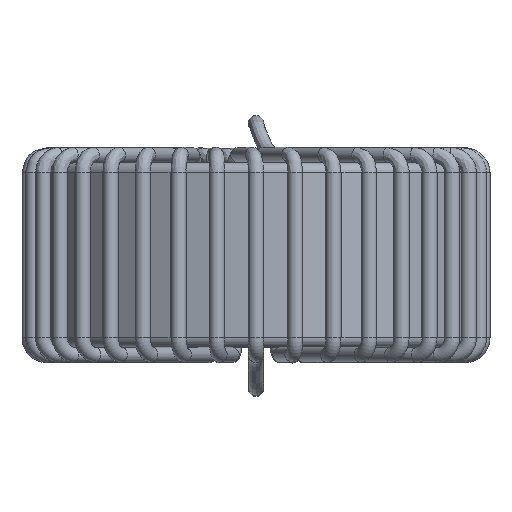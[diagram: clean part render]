
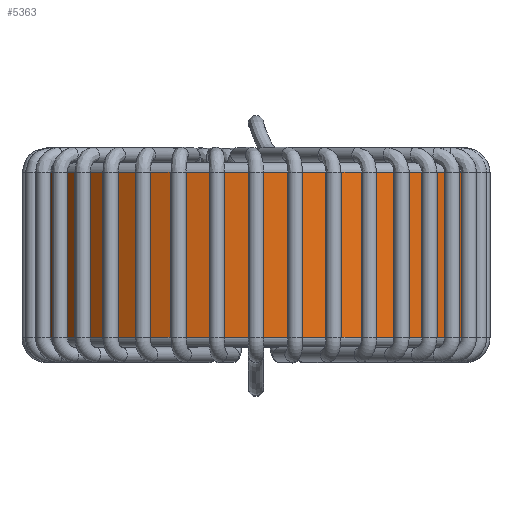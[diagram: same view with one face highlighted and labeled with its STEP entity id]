
A CAD part, top view. The second image highlights one B-rep face of the part: STEP entity #5363.
In plain terms, the highlighted cylindrical face has radius 11.55 mm (diameter 23.1 mm), a full revolution.
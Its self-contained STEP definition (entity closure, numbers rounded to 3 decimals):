
#759=ORIENTED_EDGE('',*,*,#1063,.T.);
#760=ORIENTED_EDGE('',*,*,#1064,.T.);
#1063=EDGE_CURVE('',#1359,#1359,#1655,.T.);
#1064=EDGE_CURVE('',#1360,#1360,#1656,.T.);
#1359=VERTEX_POINT('',#14743);
#1360=VERTEX_POINT('',#14745);
#1655=CIRCLE('',#5888,11.55);
#1656=CIRCLE('',#5889,11.55);
#2239=EDGE_LOOP('',(#759));
#2240=EDGE_LOOP('',(#760));
#2831=FACE_BOUND('',#2239,.T.);
#2832=FACE_BOUND('',#2240,.T.);
#2990=CYLINDRICAL_SURFACE('',#5887,11.55);
#5363=ADVANCED_FACE('',(#2831,#2832),#2990,.T.);
#5887=AXIS2_PLACEMENT_3D('',#14741,#6916,#6917);
#5888=AXIS2_PLACEMENT_3D('',#14742,#6918,#6919);
#5889=AXIS2_PLACEMENT_3D('',#14744,#6920,#6921);
#6916=DIRECTION('',(0.,-1.,0.));
#6917=DIRECTION('',(0.,0.,-1.));
#6918=DIRECTION('',(0.,1.,0.));
#6919=DIRECTION('',(0.,0.,1.));
#6920=DIRECTION('',(0.,-1.,0.));
#6921=DIRECTION('',(0.,0.,-1.));
#14741=CARTESIAN_POINT('',(0.,0.,0.));
#14742=CARTESIAN_POINT('',(0.,-4.365,0.));
#14743=CARTESIAN_POINT('',(0.,-4.365,11.55));
#14744=CARTESIAN_POINT('',(0.,4.365,0.));
#14745=CARTESIAN_POINT('',(0.,4.365,-11.55));
